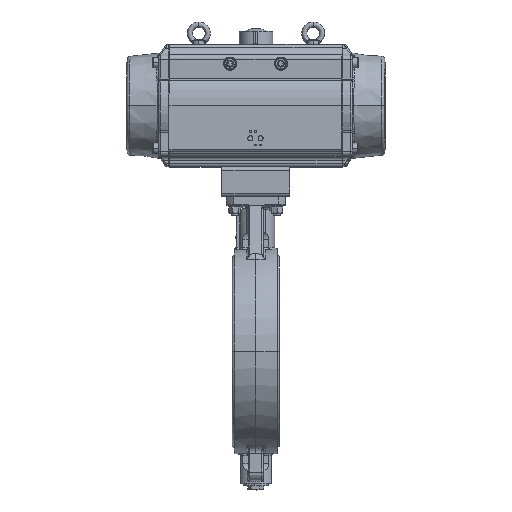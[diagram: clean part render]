
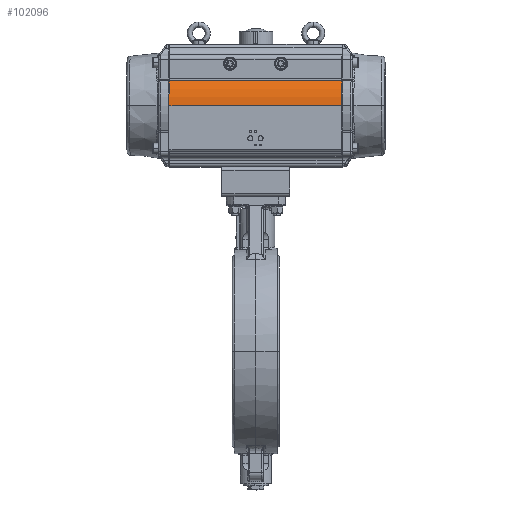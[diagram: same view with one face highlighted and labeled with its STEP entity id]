
A CAD part, top view. The second image highlights one B-rep face of the part: STEP entity #102096.
In plain terms, the highlighted cylindrical face has radius 130 mm (diameter 260 mm), a partial arc.
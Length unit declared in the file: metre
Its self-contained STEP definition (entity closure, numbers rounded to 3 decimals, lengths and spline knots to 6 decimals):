
#3208 = AXIS2_PLACEMENT_3D ( 'NONE', #105159, #42752, #9897 ) ;
#3478 = FACE_OUTER_BOUND ( 'NONE', #88527, .T. ) ;
#4503 = CARTESIAN_POINT ( 'NONE',  ( -0.366797, 0.441961, 0.726573 ) ) ;
#9897 = DIRECTION ( 'NONE',  ( 0.01, 0., -1. ) ) ;
#13136 = EDGE_CURVE ( 'NONE', #88654, #27444, #38391, .T. ) ;
#21698 = CARTESIAN_POINT ( 'NONE',  ( -0.367936, 0.500505, 0.842639 ) ) ;
#27444 = VERTEX_POINT ( 'NONE', #73907 ) ;
#29630 = DIRECTION ( 'NONE',  ( 0.01, 0., -1. ) ) ;
#30352 = VECTOR ( 'NONE', #88367, 1. ) ;
#30444 = CARTESIAN_POINT ( 'NONE',  ( -0.368073, 0.441961, 0.856567 ) ) ;
#31838 = ORIENTED_EDGE ( 'NONE', *, *, #13136, .T. ) ;
#37173 = CARTESIAN_POINT ( 'NONE',  ( -0.366797, 0.441961, 0.726573 ) ) ;
#38391 = LINE ( 'NONE', #21698, #30352 ) ;
#41401 = CARTESIAN_POINT ( 'NONE',  ( -0.368073, 0.441961, 0.856567 ) ) ;
#42752 = DIRECTION ( 'NONE',  ( -1., 0., -0.01 ) ) ;
#44445 = AXIS2_PLACEMENT_3D ( 'NONE', #4503, #68615, #45438 ) ;
#45438 = DIRECTION ( 'NONE',  ( 0.01, 0., -1. ) ) ;
#60558 = CYLINDRICAL_SURFACE ( 'NONE', #44445, 0.13 ) ;
#60739 = EDGE_CURVE ( 'NONE', #27444, #94765, #74824, .T. ) ;
#64168 = ORIENTED_EDGE ( 'NONE', *, *, #60739, .T. ) ;
#65605 = LINE ( 'NONE', #41401, #92273 ) ;
#68095 = VERTEX_POINT ( 'NONE', #81410 ) ;
#68615 = DIRECTION ( 'NONE',  ( 1., 0., 0.01 ) ) ;
#72852 = EDGE_CURVE ( 'NONE', #68095, #88654, #94198, .T. ) ;
#73047 = AXIS2_PLACEMENT_3D ( 'NONE', #37173, #86616, #29630 ) ;
#73907 = CARTESIAN_POINT ( 'NONE',  ( -0.367936, 0.500505, 0.842639 ) ) ;
#74824 = CIRCLE ( 'NONE', #73047, 0.13 ) ;
#76138 = ORIENTED_EDGE ( 'NONE', *, *, #98429, .T. ) ;
#81410 = CARTESIAN_POINT ( 'NONE',  ( 0.039908, 0.441961, 0.860571 ) ) ;
#86616 = DIRECTION ( 'NONE',  ( 1., 0., 0.01 ) ) ;
#88367 = DIRECTION ( 'NONE',  ( -1., 0., -0.01 ) ) ;
#88527 = EDGE_LOOP ( 'NONE', ( #97044, #31838, #64168, #76138 ) ) ;
#88654 = VERTEX_POINT ( 'NONE', #89839 ) ;
#89839 = CARTESIAN_POINT ( 'NONE',  ( 0.040044, 0.500505, 0.846643 ) ) ;
#92273 = VECTOR ( 'NONE', #98381, 1. ) ;
#94198 = CIRCLE ( 'NONE', #3208, 0.13 ) ;
#94765 = VERTEX_POINT ( 'NONE', #30444 ) ;
#97044 = ORIENTED_EDGE ( 'NONE', *, *, #72852, .T. ) ;
#98381 = DIRECTION ( 'NONE',  ( 1., 0., 0.01 ) ) ;
#98429 = EDGE_CURVE ( 'NONE', #94765, #68095, #65605, .T. ) ;
#102096 = ADVANCED_FACE ( 'NONE', ( #3478 ), #60558, .T. ) ;
#105159 = CARTESIAN_POINT ( 'NONE',  ( 0.041183, 0.441961, 0.730577 ) ) ;
